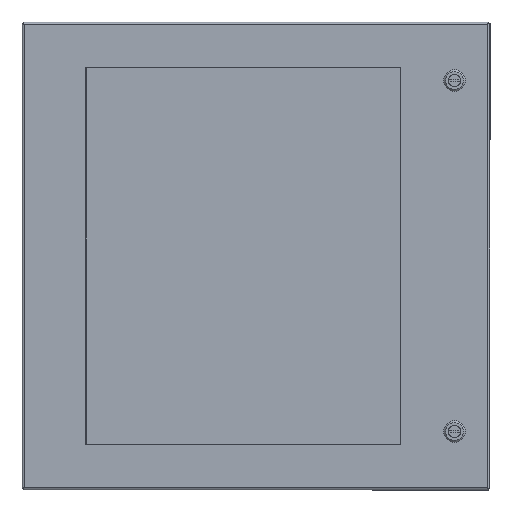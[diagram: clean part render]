
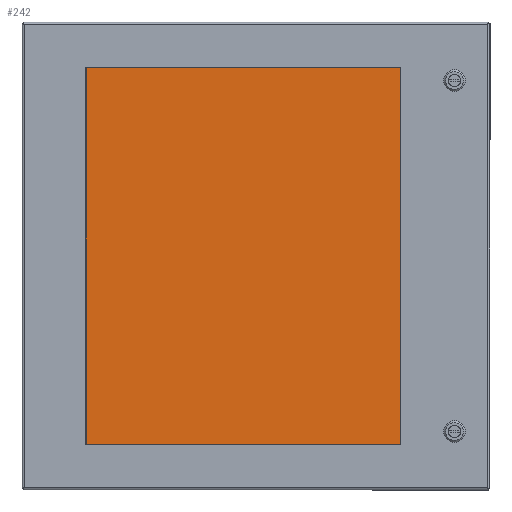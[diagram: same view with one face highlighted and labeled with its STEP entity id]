
A CAD part, front view. The second image highlights one B-rep face of the part: STEP entity #242.
In plain terms, the highlighted planar face has unit normal (0, -1, 0).
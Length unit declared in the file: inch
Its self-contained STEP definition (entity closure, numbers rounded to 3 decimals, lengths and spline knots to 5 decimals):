
#242 = ADVANCED_FACE ( 'NONE', ( #16835 ), #19991, .T. ) ;
#3010 = LINE ( 'NONE', #19421, #43405 ) ;
#5718 = CARTESIAN_POINT ( 'NONE',  ( 7.3905, -8.765, -9.647 ) ) ;
#6343 = VERTEX_POINT ( 'NONE', #31891 ) ;
#6503 = CARTESIAN_POINT ( 'NONE',  ( 7.3905, -8.765, 9.646 ) ) ;
#9501 = ORIENTED_EDGE ( 'NONE', *, *, #26291, .F. ) ;
#12233 = LINE ( 'NONE', #5718, #23178 ) ;
#12374 = VERTEX_POINT ( 'NONE', #35150 ) ;
#15819 = DIRECTION ( 'NONE',  ( -1., 0., 0. ) ) ;
#16453 = EDGE_CURVE ( 'NONE', #39765, #6343, #25949, .T. ) ;
#16461 = EDGE_LOOP ( 'NONE', ( #27539, #9501, #38322, #19115 ) ) ;
#16835 = FACE_OUTER_BOUND ( 'NONE', #16461, .T. ) ;
#17393 = EDGE_CURVE ( 'NONE', #12374, #27461, #32836, .T. ) ;
#19115 = ORIENTED_EDGE ( 'NONE', *, *, #40305, .F. ) ;
#19421 = CARTESIAN_POINT ( 'NONE',  ( 7.3905, -8.765, 9.646 ) ) ;
#19991 = PLANE ( 'NONE',  #28051 ) ;
#20030 = CARTESIAN_POINT ( 'NONE',  ( -8.7145, -8.765, 9.646 ) ) ;
#22543 = CARTESIAN_POINT ( 'NONE',  ( -8.7145, -8.765, 9.646 ) ) ;
#23178 = VECTOR ( 'NONE', #15819, 39.37008 ) ;
#25949 = LINE ( 'NONE', #43206, #42787 ) ;
#26291 = EDGE_CURVE ( 'NONE', #27461, #39765, #3010, .T. ) ;
#27461 = VERTEX_POINT ( 'NONE', #20030 ) ;
#27539 = ORIENTED_EDGE ( 'NONE', *, *, #16453, .F. ) ;
#28051 = AXIS2_PLACEMENT_3D ( 'NONE', #37456, #30728, #40592 ) ;
#30728 = DIRECTION ( 'NONE',  ( 0., -1., 0. ) ) ;
#31891 = CARTESIAN_POINT ( 'NONE',  ( 7.3905, -8.765, -9.647 ) ) ;
#32836 = LINE ( 'NONE', #22543, #37539 ) ;
#35150 = CARTESIAN_POINT ( 'NONE',  ( -8.7145, -8.765, -9.647 ) ) ;
#37456 = CARTESIAN_POINT ( 'NONE',  ( 7.7755, -8.765, 10.031 ) ) ;
#37539 = VECTOR ( 'NONE', #43154, 39.37008 ) ;
#38322 = ORIENTED_EDGE ( 'NONE', *, *, #17393, .F. ) ;
#39200 = DIRECTION ( 'NONE',  ( 0., 0., -1. ) ) ;
#39765 = VERTEX_POINT ( 'NONE', #6503 ) ;
#40305 = EDGE_CURVE ( 'NONE', #6343, #12374, #12233, .T. ) ;
#40592 = DIRECTION ( 'NONE',  ( -1., 0., 0. ) ) ;
#42787 = VECTOR ( 'NONE', #39200, 39.37008 ) ;
#43154 = DIRECTION ( 'NONE',  ( 0., 0., 1. ) ) ;
#43206 = CARTESIAN_POINT ( 'NONE',  ( 7.3905, -8.765, -9.647 ) ) ;
#43405 = VECTOR ( 'NONE', #43621, 39.37008 ) ;
#43621 = DIRECTION ( 'NONE',  ( 1., 0., 0. ) ) ;
